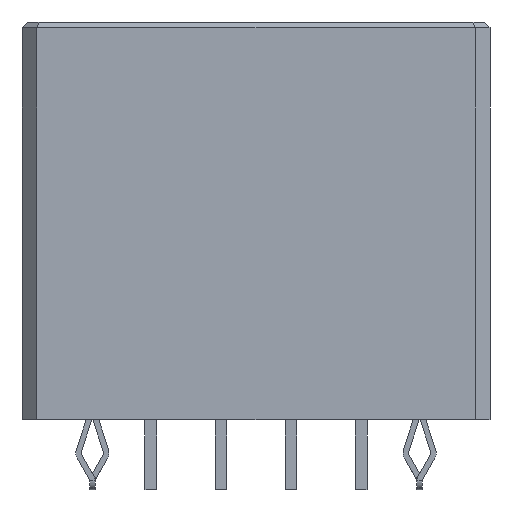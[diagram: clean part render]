
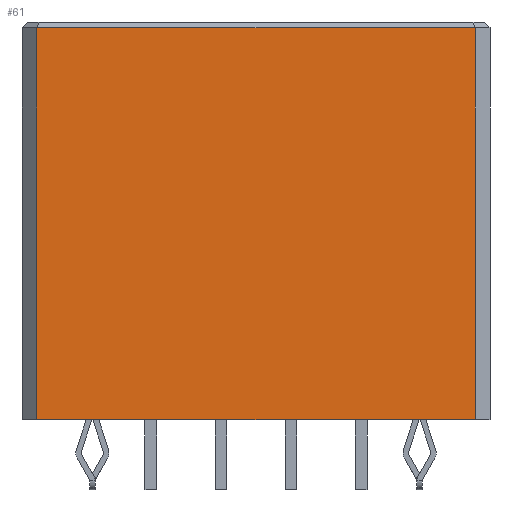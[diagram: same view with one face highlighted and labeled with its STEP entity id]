
A CAD part, front view. The second image highlights one B-rep face of the part: STEP entity #61.
In plain terms, the highlighted planar face has unit normal (0, -1, 0).
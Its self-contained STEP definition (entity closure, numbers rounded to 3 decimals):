
#61=ADVANCED_FACE('',(#246),#247,.T.);
#246=FACE_OUTER_BOUND('',#595,.T.);
#247=PLANE('',#596);
#595=EDGE_LOOP('',(#1028,#1029,#1030,#1031));
#596=AXIS2_PLACEMENT_3D('',#1032,#1033,#1034);
#1028=ORIENTED_EDGE('',*,*,#2372,.T.);
#1029=ORIENTED_EDGE('',*,*,#2377,.T.);
#1030=ORIENTED_EDGE('',*,*,#2378,.F.);
#1031=ORIENTED_EDGE('',*,*,#2376,.F.);
#1032=CARTESIAN_POINT('',(-11.915,-4.675,0.0));
#1033=DIRECTION('',(0.0,-1.0,0.0));
#1034=DIRECTION('',(0.0,0.0,-1.0));
#2372=EDGE_CURVE('',#2876,#2874,#2877,.T.);
#2376=EDGE_CURVE('',#2876,#2880,#2882,.T.);
#2377=EDGE_CURVE('',#2874,#2883,#2884,.T.);
#2378=EDGE_CURVE('',#2880,#2883,#2885,.T.);
#2874=VERTEX_POINT('',#3655);
#2876=VERTEX_POINT('',#3658);
#2877=LINE('',#3659,#3660);
#2880=VERTEX_POINT('',#3665);
#2882=LINE('',#3668,#3669);
#2883=VERTEX_POINT('',#3670);
#2884=LINE('',#3671,#3672);
#2885=LINE('',#3673,#3674);
#3655=CARTESIAN_POINT('',(-11.915,-4.675,-21.6));
#3658=CARTESIAN_POINT('',(-11.915,-4.675,-0.3));
#3659=CARTESIAN_POINT('',(-11.915,-4.675,-0.3));
#3660=VECTOR('',#4771,21.3);
#3665=CARTESIAN_POINT('',(11.915,-4.675,-0.3));
#3668=CARTESIAN_POINT('',(-11.915,-4.675,-0.3));
#3669=VECTOR('',#4775,23.83);
#3670=CARTESIAN_POINT('',(11.915,-4.675,-21.6));
#3671=CARTESIAN_POINT('',(-11.915,-4.675,-21.6));
#3672=VECTOR('',#4776,23.83);
#3673=CARTESIAN_POINT('',(11.915,-4.675,-0.3));
#3674=VECTOR('',#4777,21.3);
#4771=DIRECTION('',(0.0,0.0,-1.0));
#4775=DIRECTION('',(1.0,0.0,0.0));
#4776=DIRECTION('',(1.0,0.0,0.0));
#4777=DIRECTION('',(0.0,0.0,-1.0));
